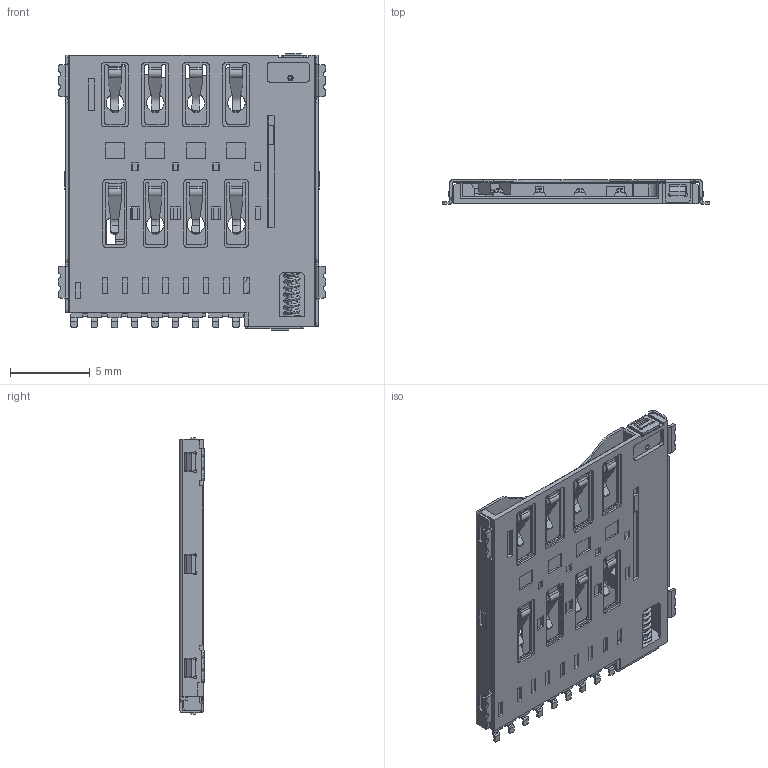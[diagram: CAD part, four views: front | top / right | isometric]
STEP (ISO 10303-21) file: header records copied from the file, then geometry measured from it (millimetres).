
FILE_DESCRIPTION(('STEP AP242'),'1');
FILE_NAME('sim7100-8-1-15-00-a.stp','2024-12-13T15:39:24',('TraceParts'),('TraceParts S.A.'),'Spatial InterOp 3D',' ',' ');
FILE_SCHEMA(('AP242_MANAGED_MODEL_BASED_3D_ENGINEERING_MIM_LF {1 0 10303 442 1 1 4}'));
Length unit declared in the file: millimetre
Products named in the file (1): sim7100-8-1-15-00-a_1
Bounding box: 16.75 x 1.53 x 17.33 mm (x, y, z)
Volume: 154.8 mm3; surface area: 1338.7 mm2
Topology: 3 solids, 3 shells, 1492 faces, 4298 edges, 2853 vertices
Faces by surface type: plane 891, cylinder 523, bspline 63, torus 9, cone 6
Entity records: 66490 total; most frequent: CARTESIAN_POINT 19634, ORIENTED_EDGE 8594, DIRECTION 6541, EDGE_CURVE 4297, LINE 2969, VECTOR 2969, VERTEX_POINT 2853, AXIS2_PLACEMENT_3D 1786
